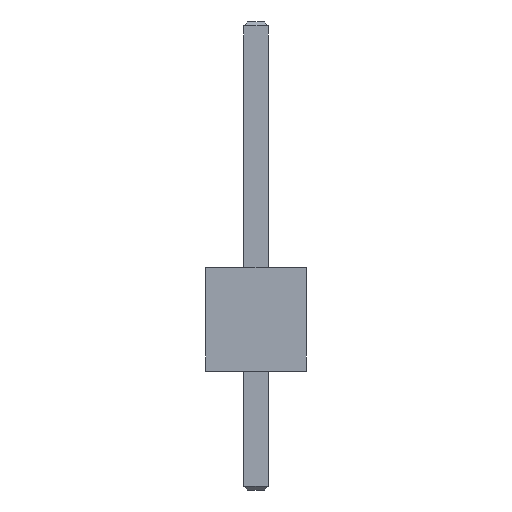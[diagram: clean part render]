
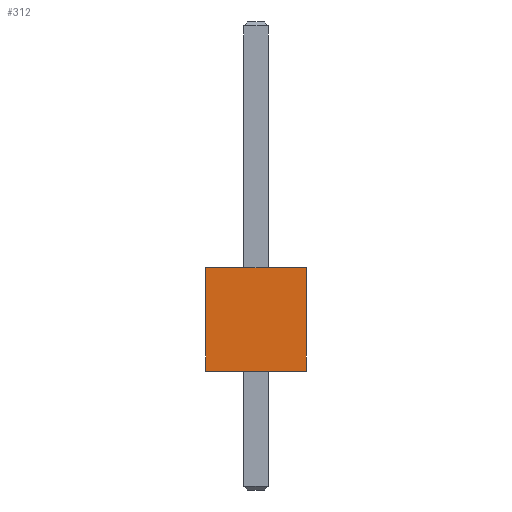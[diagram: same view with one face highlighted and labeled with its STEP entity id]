
A CAD part, front view. The second image highlights one B-rep face of the part: STEP entity #312.
In plain terms, the highlighted face is planar.
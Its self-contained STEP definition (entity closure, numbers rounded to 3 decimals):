
#312=ADVANCED_FACE('',(#517),#519,.T.);
#517=FACE_BOUND('',#518,.T.);
#518=EDGE_LOOP('',(#673,#674,#675,#676));
#519=PLANE('',#520);
#520=AXIS2_PLACEMENT_3D('',#521,#522,#523);
#521=CARTESIAN_POINT('',(0.,0.,0.));
#522=DIRECTION('',(0.,0.,1.));
#523=DIRECTION('',(1.,0.,0.));
#673=ORIENTED_EDGE('',*,*,#747,.T.);
#674=ORIENTED_EDGE('',*,*,#765,.T.);
#675=ORIENTED_EDGE('',*,*,#766,.F.);
#676=ORIENTED_EDGE('',*,*,#767,.F.);
#747=EDGE_CURVE('',#802,#800,#803,.T.);
#765=EDGE_CURVE('',#800,#830,#832,.T.);
#766=EDGE_CURVE('',#833,#830,#834,.T.);
#767=EDGE_CURVE('',#802,#833,#835,.T.);
#800=VERTEX_POINT('',#886);
#802=VERTEX_POINT('',#890);
#803=LINE('',#891,#892);
#830=VERTEX_POINT('',#952);
#832=LINE('',#956,#957);
#833=VERTEX_POINT('',#959);
#834=LINE('',#960,#961);
#835=LINE('',#963,#964);
#886=CARTESIAN_POINT('',(2.54,0.,0.));
#890=CARTESIAN_POINT('',(0.,0.,0.));
#891=CARTESIAN_POINT('',(0.,0.,0.));
#892=VECTOR('',#893,1.);
#893=DIRECTION('',(1.,0.,0.));
#952=CARTESIAN_POINT('',(2.54,2.6,0.));
#956=CARTESIAN_POINT('',(2.54,0.,0.));
#957=VECTOR('',#958,1.);
#958=DIRECTION('',(0.,1.,0.));
#959=CARTESIAN_POINT('',(0.,2.6,0.));
#960=CARTESIAN_POINT('',(0.,2.6,0.));
#961=VECTOR('',#962,1.);
#962=DIRECTION('',(1.,0.,0.));
#963=CARTESIAN_POINT('',(0.,0.,0.));
#964=VECTOR('',#965,1.);
#965=DIRECTION('',(0.,1.,0.));
